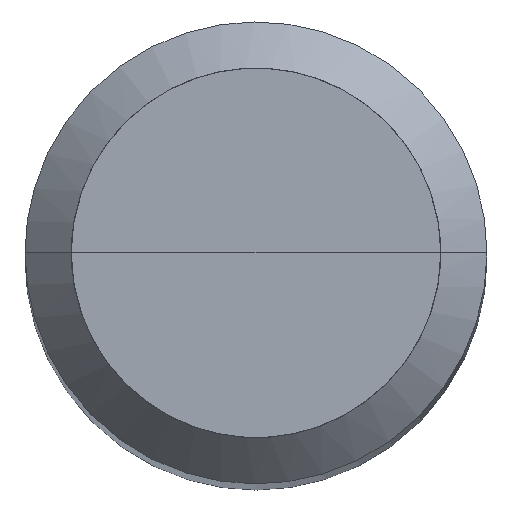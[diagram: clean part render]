
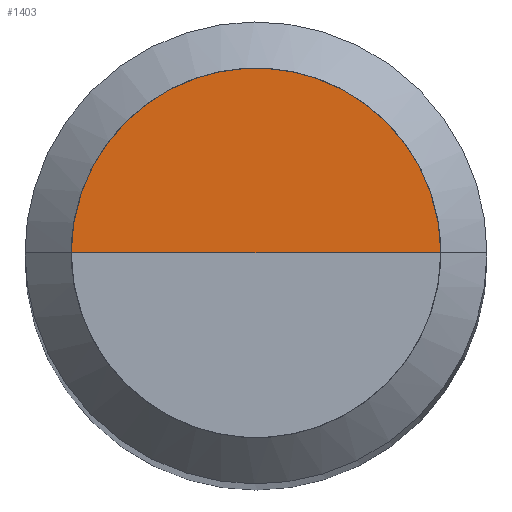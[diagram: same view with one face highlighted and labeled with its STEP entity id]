
A CAD part, top view. The second image highlights one B-rep face of the part: STEP entity #1403.
In plain terms, the highlighted free-form (B-spline) face has degree [1, 2] with [2, 5] control points.
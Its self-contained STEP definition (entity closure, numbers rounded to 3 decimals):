
#1140=CARTESIAN_POINT('',(2.4,0.0,46.268));
#1141=CARTESIAN_POINT('',(2.4,2.4,46.268));
#1142=CARTESIAN_POINT('',(0.0,2.4,46.268));
#1143=CARTESIAN_POINT('',(-2.4,2.4,46.268));
#1144=CARTESIAN_POINT('',(-2.4,0.0,46.268));
#1145=CARTESIAN_POINT('',(0.0,0.0,46.268));
#1388=(
BOUNDED_SURFACE()
B_SPLINE_SURFACE(1,2,(
(#1140,#1141,#1142,#1143,#1144),
(#1145,#1145,#1145,#1145,#1145)
), .UNSPECIFIED.,.F.,.F.,.F.)
B_SPLINE_SURFACE_WITH_KNOTS((2,2),(3,2,3),(
0.0,1.0),(
0.0,0.5,1.0), .UNSPECIFIED.)
GEOMETRIC_REPRESENTATION_ITEM()
RATIONAL_B_SPLINE_SURFACE(((1.0,0.707,1.0,0.707,1.0),
(1.0,0.707,1.0,0.707,1.0)
))
REPRESENTATION_ITEM('')
SURFACE()
);
#1389=(
BOUNDED_CURVE()
B_SPLINE_CURVE(1,(#1145,#1140),.UNSPECIFIED.,.F.,.F.)
B_SPLINE_CURVE_WITH_KNOTS((2,2),
(0.0,1.0),.UNSPECIFIED.)
CURVE()
GEOMETRIC_REPRESENTATION_ITEM()
RATIONAL_B_SPLINE_CURVE((1.0,1.0))
REPRESENTATION_ITEM('')
);
#1390=(
BOUNDED_CURVE()
B_SPLINE_CURVE(2,(#1140,#1141,#1142,#1143,#1144),.UNSPECIFIED.,.F.,.F.)
B_SPLINE_CURVE_WITH_KNOTS((3,2,3),
(0.0,0.5,1.0),.UNSPECIFIED.)
CURVE()
GEOMETRIC_REPRESENTATION_ITEM()
RATIONAL_B_SPLINE_CURVE((1.0,0.707,1.0,0.707,1.0))
REPRESENTATION_ITEM('')
);
#1391=(
BOUNDED_CURVE()
B_SPLINE_CURVE(1,(#1144,#1145),.UNSPECIFIED.,.F.,.F.)
B_SPLINE_CURVE_WITH_KNOTS((2,2),
(0.0,1.0),.UNSPECIFIED.)
CURVE()
GEOMETRIC_REPRESENTATION_ITEM()
RATIONAL_B_SPLINE_CURVE((1.0,1.0))
REPRESENTATION_ITEM('')
);
#1392=VERTEX_POINT('',#1140);
#1393=VERTEX_POINT('',#1144);
#1394=VERTEX_POINT('',#1145);
#1395=EDGE_CURVE('',#1394,#1392,#1389,.T.);
#1396=EDGE_CURVE('',#1392,#1393,#1390,.T.);
#1397=EDGE_CURVE('',#1393,#1394,#1391,.T.);
#1398=ORIENTED_EDGE('',*,*,#1395,.T.);
#1399=ORIENTED_EDGE('',*,*,#1396,.T.);
#1400=ORIENTED_EDGE('',*,*,#1397,.T.);
#1401=EDGE_LOOP('',(#1398,#1399,#1400));
#1402=FACE_OUTER_BOUND('',#1401,.T.);
#1403=ADVANCED_FACE('',(#1402),#1388,.T.);
